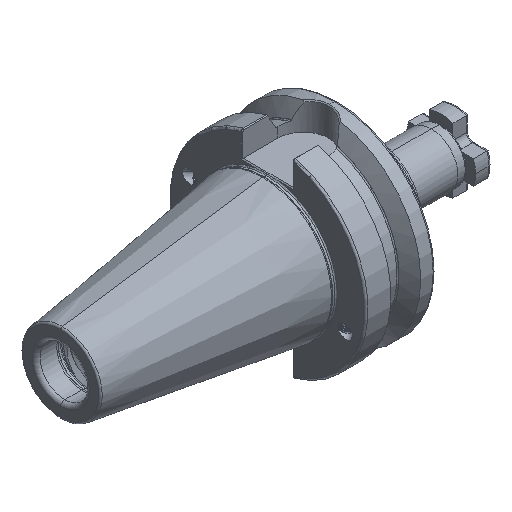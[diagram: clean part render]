
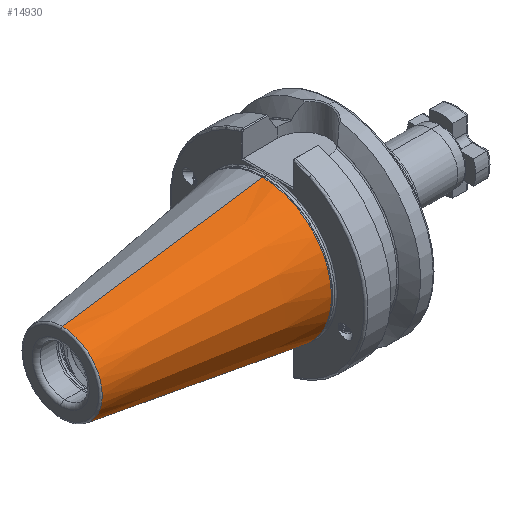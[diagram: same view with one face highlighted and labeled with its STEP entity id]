
A CAD part, isometric view. The second image highlights one B-rep face of the part: STEP entity #14930.
In plain terms, the highlighted conical face has half-angle 8.297 degrees and reference radius 34.998 mm.
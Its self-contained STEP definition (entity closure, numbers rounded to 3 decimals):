
#5440 = DIRECTION ( 'NONE',  ( 0., 0., -1. ) ) ;
#5450 = CARTESIAN_POINT ( 'NONE',  ( -2.5, 0., 0. ) ) ;
#5462 = DIRECTION ( 'NONE',  ( 1., 0., 0. ) ) ;
#6565 = CARTESIAN_POINT ( 'NONE',  ( -2.5, 0., -34.998 ) ) ;
#6634 = DIRECTION ( 'NONE',  ( 0.99, 0., -0.144 ) ) ;
#6991 = CARTESIAN_POINT ( 'NONE',  ( -2.5, 0., 34.998 ) ) ;
#6998 = DIRECTION ( 'NONE',  ( 0.99, 0., 0.144 ) ) ;
#7303 = LINE ( 'NONE', #6991, #7320 ) ;
#7320 = VECTOR ( 'NONE', #6998, 1000. ) ;
#7323 = LINE ( 'NONE', #6565, #7324 ) ;
#7324 = VECTOR ( 'NONE', #6634, 1000. ) ;
#8718 = EDGE_LOOP ( 'NONE', ( #15372, #15352, #15366, #18294 ) ) ;
#11805 = EDGE_CURVE ( 'NONE', #24025, #23969, #7303, .T. ) ;
#11832 = EDGE_CURVE ( 'NONE', #24041, #24030, #7323, .T. ) ;
#14930 = ADVANCED_FACE ( 'NONE', ( #16223 ), #16201, .T. ) ;
#15101 = EDGE_CURVE ( 'NONE', #24030, #23969, #16474, .T. ) ;
#15109 = EDGE_CURVE ( 'NONE', #24041, #24025, #16447, .T. ) ;
#15352 = ORIENTED_EDGE ( 'NONE', *, *, #15109, .F. ) ;
#15366 = ORIENTED_EDGE ( 'NONE', *, *, #11832, .T. ) ;
#15372 = ORIENTED_EDGE ( 'NONE', *, *, #11805, .F. ) ;
#15543 = AXIS2_PLACEMENT_3D ( 'NONE', #5450, #5462, #5440 ) ;
#15654 = AXIS2_PLACEMENT_3D ( 'NONE', #21506, #21457, #21480 ) ;
#15664 = AXIS2_PLACEMENT_3D ( 'NONE', #21357, #21347, #21367 ) ;
#16201 = CONICAL_SURFACE ( 'NONE', #15543, 34.998, 0.145 ) ;
#16223 = FACE_OUTER_BOUND ( 'NONE', #8718, .T. ) ;
#16447 = CIRCLE ( 'NONE', #15654, 20.204 ) ;
#16474 = CIRCLE ( 'NONE', #15664, 34.998 ) ;
#18294 = ORIENTED_EDGE ( 'NONE', *, *, #15101, .T. ) ;
#20807 = CARTESIAN_POINT ( 'NONE',  ( -2.5, 0., 34.998 ) ) ;
#20838 = CARTESIAN_POINT ( 'NONE',  ( -103.944, 0., -20.204 ) ) ;
#20843 = CARTESIAN_POINT ( 'NONE',  ( -2.5, 0., -34.998 ) ) ;
#20855 = CARTESIAN_POINT ( 'NONE',  ( -103.944, 0., 20.204 ) ) ;
#21347 = DIRECTION ( 'NONE',  ( -1., 0., 0. ) ) ;
#21357 = CARTESIAN_POINT ( 'NONE',  ( -2.5, 0., 0. ) ) ;
#21367 = DIRECTION ( 'NONE',  ( 0., 0., 1. ) ) ;
#21457 = DIRECTION ( 'NONE',  ( -1., 0., 0. ) ) ;
#21480 = DIRECTION ( 'NONE',  ( 0., 0., 1. ) ) ;
#21506 = CARTESIAN_POINT ( 'NONE',  ( -103.944, 0., 0. ) ) ;
#23969 = VERTEX_POINT ( 'NONE', #20807 ) ;
#24025 = VERTEX_POINT ( 'NONE', #20855 ) ;
#24030 = VERTEX_POINT ( 'NONE', #20843 ) ;
#24041 = VERTEX_POINT ( 'NONE', #20838 ) ;
